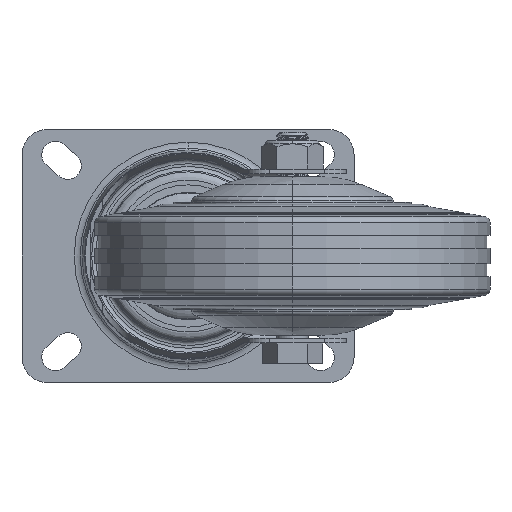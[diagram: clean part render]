
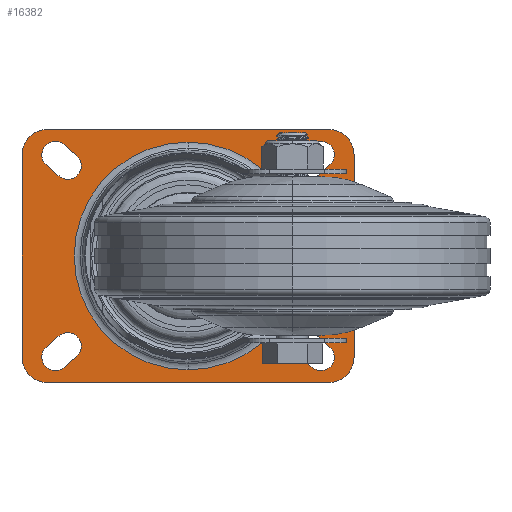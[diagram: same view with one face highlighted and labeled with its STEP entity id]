
A CAD part, front view. The second image highlights one B-rep face of the part: STEP entity #16382.
In plain terms, the highlighted planar face has unit normal (0, -1, 0).
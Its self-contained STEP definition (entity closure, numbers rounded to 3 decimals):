
#15421=CARTESIAN_POINT('',(0.,3.708,0.));
#15422=DIRECTION('',(0.,-1.,0.));
#15423=DIRECTION('',(1.,0.,0.));
#15424=AXIS2_PLACEMENT_3D('',#15421,#15422,#15423);
#15431=CARTESIAN_POINT('',(0.,3.708,0.));
#15432=DIRECTION('',(0.,1.,0.));
#15433=DIRECTION('',(1.,0.,0.));
#15434=AXIS2_PLACEMENT_3D('',#15431,#15432,#15433);
#15441=DIRECTION('',(0.,0.,-1.));
#15442=VECTOR('',#15441,89.);
#15443=CARTESIAN_POINT('',(-40.,3.708,44.5));
#15444=LINE('',#15443,#15442);
#15445=CARTESIAN_POINT('',(-32.,3.708,44.5));
#15446=DIRECTION('',(0.,1.,0.));
#15447=DIRECTION('',(-1.,0.,0.));
#15448=AXIS2_PLACEMENT_3D('',#15445,#15446,#15447);
#15450=DIRECTION('',(-1.,0.,0.));
#15451=VECTOR('',#15450,64.);
#15452=CARTESIAN_POINT('',(32.,3.708,52.5));
#15453=LINE('',#15452,#15451);
#15454=CARTESIAN_POINT('',(32.,3.708,44.5));
#15455=DIRECTION('',(0.,1.,0.));
#15456=DIRECTION('',(0.,0.,1.));
#15457=AXIS2_PLACEMENT_3D('',#15454,#15455,#15456);
#15459=DIRECTION('',(0.,0.,1.));
#15460=VECTOR('',#15459,89.);
#15461=CARTESIAN_POINT('',(40.,3.708,-44.5));
#15462=LINE('',#15461,#15460);
#15463=CARTESIAN_POINT('',(32.,3.708,-44.5));
#15464=DIRECTION('',(0.,1.,0.));
#15465=DIRECTION('',(1.,0.,0.));
#15466=AXIS2_PLACEMENT_3D('',#15463,#15464,#15465);
#15468=DIRECTION('',(1.,0.,0.));
#15469=VECTOR('',#15468,64.);
#15470=CARTESIAN_POINT('',(-32.,3.708,-52.5));
#15471=LINE('',#15470,#15469);
#15472=CARTESIAN_POINT('',(-32.,3.708,-44.5));
#15473=DIRECTION('',(0.,1.,0.));
#15474=DIRECTION('',(0.,0.,-1.));
#15475=AXIS2_PLACEMENT_3D('',#15472,#15473,#15474);
#15477=DIRECTION('',(0.659,0.,0.753));
#15478=VECTOR('',#15477,5.315);
#15479=CARTESIAN_POINT('',(-35.198,3.708,
-39.201));
#15480=LINE('',#15479,#15478);
#15481=CARTESIAN_POINT('',(-32.,3.708,-42.));
#15482=DIRECTION('',(0.,1.,0.));
#15483=DIRECTION('',(0.753,0.,-0.659));
#15484=AXIS2_PLACEMENT_3D('',#15481,#15482,#15483);
#15486=DIRECTION('',(-0.659,0.,-0.753));
#15487=VECTOR('',#15486,5.315);
#15488=CARTESIAN_POINT('',(-25.302,3.708,
-40.799));
#15489=LINE('',#15488,#15487);
#15490=CARTESIAN_POINT('',(-28.5,3.708,-38.));
#15491=DIRECTION('',(0.,1.,0.));
#15492=DIRECTION('',(-0.753,0.,0.659));
#15493=AXIS2_PLACEMENT_3D('',#15490,#15491,#15492);
#15495=CARTESIAN_POINT('',(-32.,3.708,42.));
#15496=DIRECTION('',(0.,1.,0.));
#15497=DIRECTION('',(-0.753,0.,-0.659));
#15498=AXIS2_PLACEMENT_3D('',#15495,#15496,#15497);
#15500=DIRECTION('',(-0.659,0.,0.753));
#15501=VECTOR('',#15500,5.315);
#15502=CARTESIAN_POINT('',(-31.698,3.708,
35.201));
#15503=LINE('',#15502,#15501);
#15504=CARTESIAN_POINT('',(-28.5,3.708,38.));
#15505=DIRECTION('',(0.,1.,0.));
#15506=DIRECTION('',(0.753,0.,0.659));
#15507=AXIS2_PLACEMENT_3D('',#15504,#15505,#15506);
#15509=DIRECTION('',(0.659,0.,-0.753));
#15510=VECTOR('',#15509,5.315);
#15511=CARTESIAN_POINT('',(-28.802,3.708,
44.799));
#15512=LINE('',#15511,#15510);
#15513=CARTESIAN_POINT('',(32.,3.708,-42.));
#15514=DIRECTION('',(0.,1.,0.));
#15515=DIRECTION('',(0.753,0.,0.659));
#15516=AXIS2_PLACEMENT_3D('',#15513,#15514,#15515);
#15518=DIRECTION('',(0.659,0.,-0.753));
#15519=VECTOR('',#15518,5.315);
#15520=CARTESIAN_POINT('',(31.698,3.708,
-35.201));
#15521=LINE('',#15520,#15519);
#15522=CARTESIAN_POINT('',(28.5,3.708,-38.));
#15523=DIRECTION('',(0.,1.,0.));
#15524=DIRECTION('',(-0.753,0.,-0.659));
#15525=AXIS2_PLACEMENT_3D('',#15522,#15523,#15524);
#15527=DIRECTION('',(-0.659,0.,0.753));
#15528=VECTOR('',#15527,5.315);
#15529=CARTESIAN_POINT('',(28.802,3.708,
-44.799));
#15530=LINE('',#15529,#15528);
#15531=DIRECTION('',(-0.659,0.,-0.753));
#15532=VECTOR('',#15531,5.315);
#15533=CARTESIAN_POINT('',(35.198,3.708,39.201));
#15534=LINE('',#15533,#15532);
#15535=CARTESIAN_POINT('',(32.,3.708,42.));
#15536=DIRECTION('',(0.,1.,0.));
#15537=DIRECTION('',(-0.753,0.,0.659));
#15538=AXIS2_PLACEMENT_3D('',#15535,#15536,#15537);
#15540=DIRECTION('',(0.659,0.,0.753));
#15541=VECTOR('',#15540,5.315);
#15542=CARTESIAN_POINT('',(25.302,3.708,40.799));
#15543=LINE('',#15542,#15541);
#15544=CARTESIAN_POINT('',(28.5,3.708,38.));
#15545=DIRECTION('',(0.,1.,0.));
#15546=DIRECTION('',(0.753,0.,-0.659));
#15547=AXIS2_PLACEMENT_3D('',#15544,#15545,#15546);
#15861=CARTESIAN_POINT('',(36.,3.708,0.));
#15862=VERTEX_POINT('',#15861);
#15871=CARTESIAN_POINT('',(-36.,3.708,0.));
#15872=VERTEX_POINT('',#15871);
#15933=CARTESIAN_POINT('',(-40.,3.708,44.5));
#15934=CARTESIAN_POINT('',(-40.,3.708,-44.5));
#15935=VERTEX_POINT('',#15933);
#15936=VERTEX_POINT('',#15934);
#15937=CARTESIAN_POINT('',(-32.,3.708,-52.5));
#15938=VERTEX_POINT('',#15937);
#15939=CARTESIAN_POINT('',(32.,3.708,-52.5));
#15940=VERTEX_POINT('',#15939);
#15941=CARTESIAN_POINT('',(40.,3.708,-44.5));
#15942=VERTEX_POINT('',#15941);
#15943=CARTESIAN_POINT('',(40.,3.708,44.5));
#15944=VERTEX_POINT('',#15943);
#15945=CARTESIAN_POINT('',(32.,3.708,52.5));
#15946=VERTEX_POINT('',#15945);
#15947=CARTESIAN_POINT('',(-32.,3.708,52.5));
#15948=VERTEX_POINT('',#15947);
#15949=CARTESIAN_POINT('',(-35.198,3.708,
-39.201));
#15950=CARTESIAN_POINT('',(-31.698,3.708,
-35.201));
#15951=VERTEX_POINT('',#15949);
#15952=VERTEX_POINT('',#15950);
#15953=CARTESIAN_POINT('',(-25.302,3.708,
-40.799));
#15954=VERTEX_POINT('',#15953);
#15955=CARTESIAN_POINT('',(-28.802,3.708,
-44.799));
#15956=VERTEX_POINT('',#15955);
#15957=CARTESIAN_POINT('',(-35.198,3.708,
39.201));
#15958=CARTESIAN_POINT('',(-28.802,3.708,
44.799));
#15959=VERTEX_POINT('',#15957);
#15960=VERTEX_POINT('',#15958);
#15961=CARTESIAN_POINT('',(-25.302,3.708,
40.799));
#15962=VERTEX_POINT('',#15961);
#15963=CARTESIAN_POINT('',(-31.698,3.708,
35.201));
#15964=VERTEX_POINT('',#15963);
#15965=CARTESIAN_POINT('',(35.198,3.708,
-39.201));
#15966=CARTESIAN_POINT('',(28.802,3.708,
-44.799));
#15967=VERTEX_POINT('',#15965);
#15968=VERTEX_POINT('',#15966);
#15969=CARTESIAN_POINT('',(25.302,3.708,
-40.799));
#15970=VERTEX_POINT('',#15969);
#15971=CARTESIAN_POINT('',(31.698,3.708,
-35.201));
#15972=VERTEX_POINT('',#15971);
#15973=CARTESIAN_POINT('',(35.198,3.708,39.201));
#15974=CARTESIAN_POINT('',(31.698,3.708,35.201));
#15975=VERTEX_POINT('',#15973);
#15976=VERTEX_POINT('',#15974);
#15977=CARTESIAN_POINT('',(25.302,3.708,40.799));
#15978=VERTEX_POINT('',#15977);
#15979=CARTESIAN_POINT('',(28.802,3.708,44.799));
#15980=VERTEX_POINT('',#15979);
#16315=CARTESIAN_POINT('',(0.,3.708,0.));
#16316=DIRECTION('',(0.,-1.,0.));
#16317=DIRECTION('',(-1.,0.,0.));
#16318=AXIS2_PLACEMENT_3D('',#16315,#16316,#16317);
#16319=PLANE('',#16318);
#16321=ORIENTED_EDGE('',*,*,#16320,.F.);
#16323=ORIENTED_EDGE('',*,*,#16322,.T.);
#16325=ORIENTED_EDGE('',*,*,#16324,.F.);
#16327=ORIENTED_EDGE('',*,*,#16326,.T.);
#16329=ORIENTED_EDGE('',*,*,#16328,.F.);
#16331=ORIENTED_EDGE('',*,*,#16330,.T.);
#16333=ORIENTED_EDGE('',*,*,#16332,.F.);
#16335=ORIENTED_EDGE('',*,*,#16334,.T.);
#16336=EDGE_LOOP('',(#16321,#16323,#16325,#16327,#16329,#16331,#16333,#16335));
#16337=FACE_OUTER_BOUND('',#16336,.F.);
#16338=ORIENTED_EDGE('',*,*,#16308,.F.);
#16339=ORIENTED_EDGE('',*,*,#16297,.T.);
#16340=EDGE_LOOP('',(#16338,#16339));
#16341=FACE_BOUND('',#16340,.F.);
#16343=ORIENTED_EDGE('',*,*,#16342,.F.);
#16345=ORIENTED_EDGE('',*,*,#16344,.F.);
#16347=ORIENTED_EDGE('',*,*,#16346,.F.);
#16349=ORIENTED_EDGE('',*,*,#16348,.F.);
#16350=EDGE_LOOP('',(#16343,#16345,#16347,#16349));
#16351=FACE_BOUND('',#16350,.F.);
#16353=ORIENTED_EDGE('',*,*,#16352,.F.);
#16355=ORIENTED_EDGE('',*,*,#16354,.F.);
#16357=ORIENTED_EDGE('',*,*,#16356,.F.);
#16359=ORIENTED_EDGE('',*,*,#16358,.F.);
#16360=EDGE_LOOP('',(#16353,#16355,#16357,#16359));
#16361=FACE_BOUND('',#16360,.F.);
#16363=ORIENTED_EDGE('',*,*,#16362,.F.);
#16365=ORIENTED_EDGE('',*,*,#16364,.F.);
#16367=ORIENTED_EDGE('',*,*,#16366,.F.);
#16369=ORIENTED_EDGE('',*,*,#16368,.F.);
#16370=EDGE_LOOP('',(#16363,#16365,#16367,#16369));
#16371=FACE_BOUND('',#16370,.F.);
#16373=ORIENTED_EDGE('',*,*,#16372,.F.);
#16375=ORIENTED_EDGE('',*,*,#16374,.F.);
#16377=ORIENTED_EDGE('',*,*,#16376,.F.);
#16379=ORIENTED_EDGE('',*,*,#16378,.F.);
#16380=EDGE_LOOP('',(#16373,#16375,#16377,#16379));
#16381=FACE_BOUND('',#16380,.F.);
#15425=CIRCLE('',#15424,36.);
#15435=CIRCLE('',#15434,36.);
#15449=CIRCLE('',#15448,8.);
#15458=CIRCLE('',#15457,8.);
#15467=CIRCLE('',#15466,8.);
#15476=CIRCLE('',#15475,8.);
#15485=CIRCLE('',#15484,4.25);
#15494=CIRCLE('',#15493,4.25);
#15499=CIRCLE('',#15498,4.25);
#15508=CIRCLE('',#15507,4.25);
#15517=CIRCLE('',#15516,4.25);
#15526=CIRCLE('',#15525,4.25);
#15539=CIRCLE('',#15538,4.25);
#15548=CIRCLE('',#15547,4.25);
#16297=EDGE_CURVE('',#15862,#15872,#15425,.T.);
#16308=EDGE_CURVE('',#15862,#15872,#15435,.T.);
#16320=EDGE_CURVE('',#15935,#15936,#15444,.T.);
#16322=EDGE_CURVE('',#15935,#15948,#15449,.T.);
#16324=EDGE_CURVE('',#15946,#15948,#15453,.T.);
#16326=EDGE_CURVE('',#15946,#15944,#15458,.T.);
#16328=EDGE_CURVE('',#15942,#15944,#15462,.T.);
#16330=EDGE_CURVE('',#15942,#15940,#15467,.T.);
#16332=EDGE_CURVE('',#15938,#15940,#15471,.T.);
#16334=EDGE_CURVE('',#15938,#15936,#15476,.T.);
#16342=EDGE_CURVE('',#15951,#15952,#15480,.T.);
#16344=EDGE_CURVE('',#15956,#15951,#15485,.T.);
#16346=EDGE_CURVE('',#15954,#15956,#15489,.T.);
#16348=EDGE_CURVE('',#15952,#15954,#15494,.T.);
#16352=EDGE_CURVE('',#15959,#15960,#15499,.T.);
#16354=EDGE_CURVE('',#15964,#15959,#15503,.T.);
#16356=EDGE_CURVE('',#15962,#15964,#15508,.T.);
#16358=EDGE_CURVE('',#15960,#15962,#15512,.T.);
#16362=EDGE_CURVE('',#15967,#15968,#15517,.T.);
#16364=EDGE_CURVE('',#15972,#15967,#15521,.T.);
#16366=EDGE_CURVE('',#15970,#15972,#15526,.T.);
#16368=EDGE_CURVE('',#15968,#15970,#15530,.T.);
#16372=EDGE_CURVE('',#15975,#15976,#15534,.T.);
#16374=EDGE_CURVE('',#15980,#15975,#15539,.T.);
#16376=EDGE_CURVE('',#15978,#15980,#15543,.T.);
#16378=EDGE_CURVE('',#15976,#15978,#15548,.T.);
#16382=ADVANCED_FACE('',(#16337,#16341,#16351,#16361,#16371,#16381),#16319,.T.);
